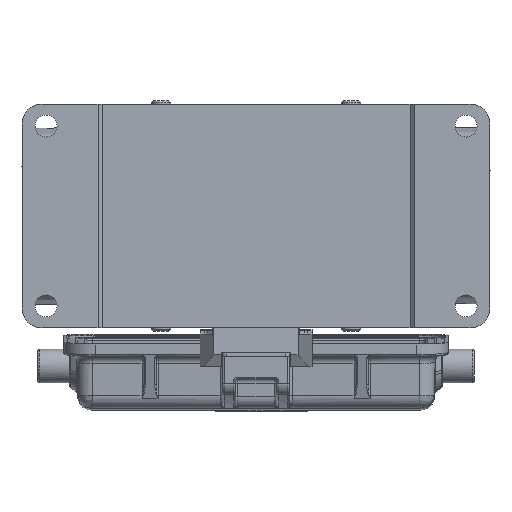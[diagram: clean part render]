
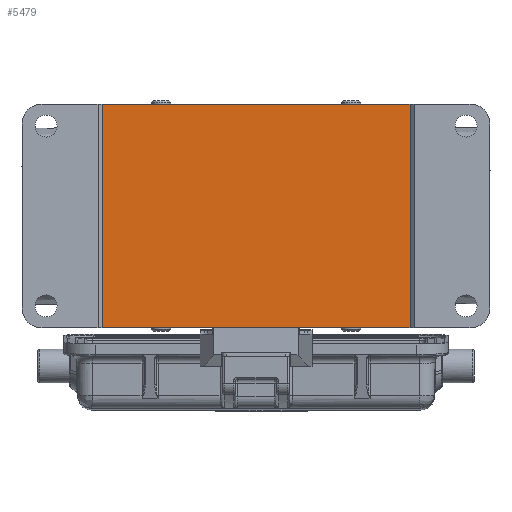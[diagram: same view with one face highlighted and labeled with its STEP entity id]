
A CAD part, front view. The second image highlights one B-rep face of the part: STEP entity #5479.
In plain terms, the highlighted planar face has unit normal (0, -1, 0).
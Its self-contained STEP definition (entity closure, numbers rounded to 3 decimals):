
#374=PLANE('',#20629);
#3259=LINE('',#39404,#4314);
#3265=LINE('',#39417,#4320);
#3268=LINE('',#39423,#4323);
#3279=LINE('',#39965,#4334);
#4314=VECTOR('',#24183,1.);
#4320=VECTOR('',#24195,1.);
#4323=VECTOR('',#24200,1.);
#4334=VECTOR('',#24261,1.);
#5479=ADVANCED_FACE('NONE',(#6827),#374,.F.);
#6827=FACE_OUTER_BOUND('',#8000,.T.);
#8000=EDGE_LOOP('',(#13389,#13390,#13391,#13392));
#13389=ORIENTED_EDGE('',*,*,#18708,.F.);
#13390=ORIENTED_EDGE('',*,*,#18745,.F.);
#13391=ORIENTED_EDGE('',*,*,#18698,.F.);
#13392=ORIENTED_EDGE('',*,*,#18705,.F.);
#16019=VERTEX_POINT('',#39399);
#16021=VERTEX_POINT('',#39403);
#16025=VERTEX_POINT('',#39416);
#16027=VERTEX_POINT('',#39422);
#18698=EDGE_CURVE('NONE',#16021,#16019,#3259,.T.);
#18705=EDGE_CURVE('NONE',#16025,#16021,#3265,.T.);
#18708=EDGE_CURVE('NONE',#16027,#16025,#3268,.T.);
#18745=EDGE_CURVE('NONE',#16019,#16027,#3279,.T.);
#20629=AXIS2_PLACEMENT_3D('',#39966,#24262,#24263);
#24183=DIRECTION('',(0.,0.,1.));
#24195=DIRECTION('',(-1.,0.,0.));
#24200=DIRECTION('',(0.,0.,-1.));
#24261=DIRECTION('',(1.,0.,0.));
#24262=DIRECTION('',(0.,1.,0.));
#24263=DIRECTION('',(0.,0.,1.));
#39399=CARTESIAN_POINT('',(-38.5,-23.,28.));
#39403=CARTESIAN_POINT('',(-38.5,-23.,-28.));
#39404=CARTESIAN_POINT('',(-38.5,-23.,33.6));
#39416=CARTESIAN_POINT('',(38.5,-23.,-28.));
#39417=CARTESIAN_POINT('',(38.5,-23.,-28.));
#39422=CARTESIAN_POINT('',(38.5,-23.,28.));
#39423=CARTESIAN_POINT('',(38.5,-23.,33.6));
#39965=CARTESIAN_POINT('',(-58.5,-23.,28.));
#39966=CARTESIAN_POINT('',(38.5,-23.,33.6));
